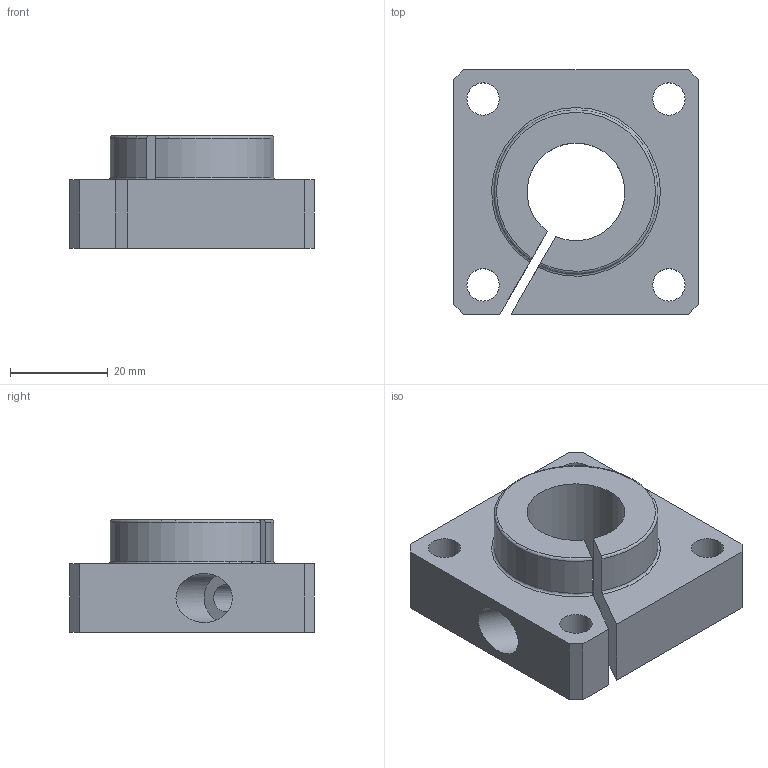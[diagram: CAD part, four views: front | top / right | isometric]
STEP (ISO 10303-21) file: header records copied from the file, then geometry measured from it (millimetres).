
FILE_DESCRIPTION( ( 'STEP AP214' ), '1' );
FILE_NAME( 'FWBA-20_2_14a.stp', ' ', ( ' ' ), ( ' ' ), 'PSStep 15.0.47', 'PARTsolutions', ' ' );
FILE_SCHEMA( ( 'AUTOMOTIVE_DESIGN { 1 0 10303 214 1 1 1 1 }' ) );
Length unit declared in the file: millimetre
Products named in the file (1): HI_FWBA-20
Bounding box: 50 x 50 x 23 mm (x, y, z)
Volume: 31846 mm3; surface area: 11438.1 mm2
Topology: 1 solids, 1 shells, 28 faces, 75 edges, 50 vertices
Faces by surface type: plane 15, cylinder 9, torus 2, cone 2
Full cylindrical faces by diameter (mm): 4.134 x1, 5.5 x1, 6.6 x4, 10 x1
Entity records: 1084 total; most frequent: CARTESIAN_POINT 160, DIRECTION 138, ORIENTED_EDGE 126, EDGE_CURVE 63, AXIS2_PLACEMENT_3D 50, EDGE_LOOP 48, VERTEX_POINT 48, LINE 38
